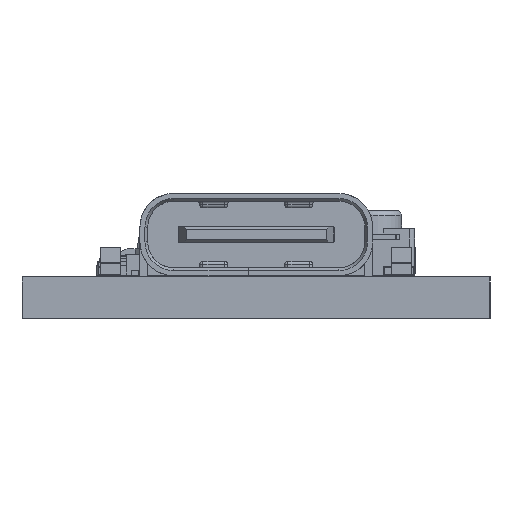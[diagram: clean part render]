
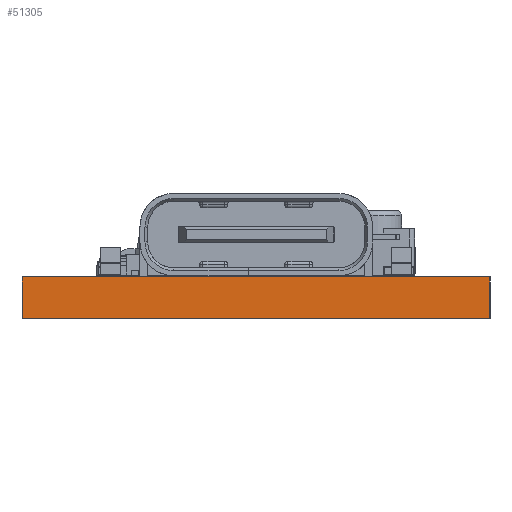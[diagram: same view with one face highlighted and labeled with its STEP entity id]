
A CAD part, left-side view. The second image highlights one B-rep face of the part: STEP entity #51305.
In plain terms, the highlighted planar face has unit normal (-1, 0, 0).
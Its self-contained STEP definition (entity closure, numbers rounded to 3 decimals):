
#48781 = VERTEX_POINT('',#48782);
#48782 = CARTESIAN_POINT('',(32.,-41.,0.));
#48790 = EDGE_CURVE('',#48781,#48791,#48793,.T.);
#48791 = VERTEX_POINT('',#48792);
#48792 = CARTESIAN_POINT('',(32.,-41.,1.6));
#48793 = LINE('',#48794,#48795);
#48794 = CARTESIAN_POINT('',(32.,-41.,0.));
#48795 = VECTOR('',#48796,1.);
#48796 = DIRECTION('',(0.,0.,1.));
#49027 = VERTEX_POINT('',#49028);
#49028 = CARTESIAN_POINT('',(32.,-59.,0.));
#49034 = EDGE_CURVE('',#49027,#48781,#49035,.T.);
#49035 = LINE('',#49036,#49037);
#49036 = CARTESIAN_POINT('',(32.,-59.,0.));
#49037 = VECTOR('',#49038,1.);
#49038 = DIRECTION('',(0.,1.,0.));
#50288 = VERTEX_POINT('',#50289);
#50289 = CARTESIAN_POINT('',(32.,-59.,1.6));
#50295 = EDGE_CURVE('',#50288,#48791,#50296,.T.);
#50296 = LINE('',#50297,#50298);
#50297 = CARTESIAN_POINT('',(32.,-59.,1.6));
#50298 = VECTOR('',#50299,1.);
#50299 = DIRECTION('',(0.,1.,0.));
#51305 = ADVANCED_FACE('',(#51306),#51317,.T.);
#51306 = FACE_BOUND('',#51307,.T.);
#51307 = EDGE_LOOP('',(#51308,#51314,#51315,#51316));
#51308 = ORIENTED_EDGE('',*,*,#51309,.T.);
#51309 = EDGE_CURVE('',#49027,#50288,#51310,.T.);
#51310 = LINE('',#51311,#51312);
#51311 = CARTESIAN_POINT('',(32.,-59.,0.));
#51312 = VECTOR('',#51313,1.);
#51313 = DIRECTION('',(0.,0.,1.));
#51314 = ORIENTED_EDGE('',*,*,#50295,.T.);
#51315 = ORIENTED_EDGE('',*,*,#48790,.F.);
#51316 = ORIENTED_EDGE('',*,*,#49034,.F.);
#51317 = PLANE('',#51318);
#51318 = AXIS2_PLACEMENT_3D('',#51319,#51320,#51321);
#51319 = CARTESIAN_POINT('',(32.,-59.,0.));
#51320 = DIRECTION('',(-1.,0.,0.));
#51321 = DIRECTION('',(0.,1.,0.));
